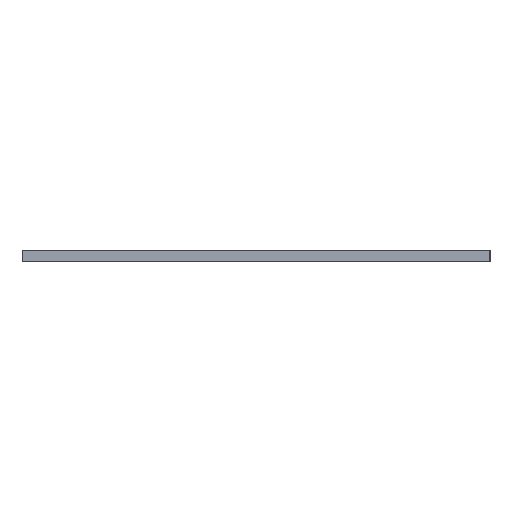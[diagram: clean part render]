
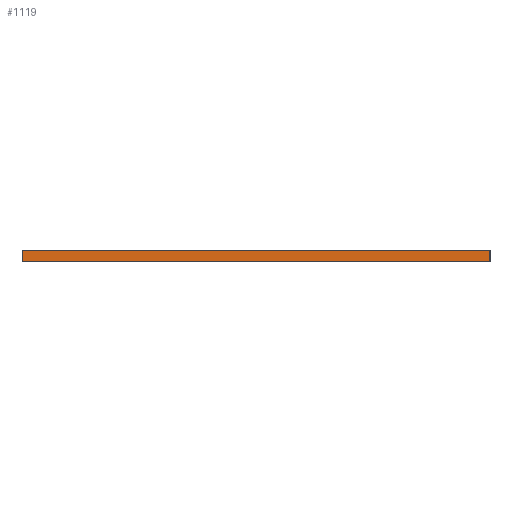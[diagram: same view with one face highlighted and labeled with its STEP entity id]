
A CAD part, left-side view. The second image highlights one B-rep face of the part: STEP entity #1119.
In plain terms, the highlighted planar face has unit normal (-1, 0, 0).
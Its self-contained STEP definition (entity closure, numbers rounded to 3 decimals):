
#251=FACE_OUTER_BOUND('',#303,.T.);
#303=EDGE_LOOP('',(#819,#820,#821,#822));
#447=LINE('',#1690,#505);
#452=LINE('',#1700,#510);
#453=LINE('',#1702,#511);
#454=LINE('',#1703,#512);
#505=VECTOR('',#1337,1.);
#510=VECTOR('',#1346,1.);
#511=VECTOR('',#1347,1.);
#512=VECTOR('',#1348,1.);
#563=VERTEX_POINT('',#1687);
#564=VERTEX_POINT('',#1689);
#567=VERTEX_POINT('',#1699);
#568=VERTEX_POINT('',#1701);
#663=EDGE_CURVE('',#564,#563,#447,.T.);
#668=EDGE_CURVE('',#563,#567,#452,.T.);
#669=EDGE_CURVE('',#568,#567,#453,.T.);
#670=EDGE_CURVE('',#564,#568,#454,.T.);
#819=ORIENTED_EDGE('',*,*,#663,.T.);
#820=ORIENTED_EDGE('',*,*,#668,.T.);
#821=ORIENTED_EDGE('',*,*,#669,.F.);
#822=ORIENTED_EDGE('',*,*,#670,.F.);
#1113=PLANE('',#1186);
#1119=ADVANCED_FACE('',(#251),#1113,.T.);
#1186=AXIS2_PLACEMENT_3D('',#1698,#1344,#1345);
#1337=DIRECTION('',(0.,0.,1.));
#1344=DIRECTION('center_axis',(-1.,0.,0.));
#1345=DIRECTION('ref_axis',(0.,1.,0.));
#1346=DIRECTION('',(0.,1.,0.));
#1347=DIRECTION('',(0.,0.,1.));
#1348=DIRECTION('',(0.,1.,0.));
#1687=CARTESIAN_POINT('',(79.8,-121.7,1.6));
#1689=CARTESIAN_POINT('',(79.8,-121.7,0.));
#1690=CARTESIAN_POINT('',(79.8,-121.7,0.));
#1698=CARTESIAN_POINT('Origin',(79.8,-121.7,0.));
#1699=CARTESIAN_POINT('',(79.8,-57.7,1.6));
#1700=CARTESIAN_POINT('',(79.8,-121.7,1.6));
#1701=CARTESIAN_POINT('',(79.8,-57.7,0.));
#1702=CARTESIAN_POINT('',(79.8,-57.7,0.));
#1703=CARTESIAN_POINT('',(79.8,-121.7,0.));
